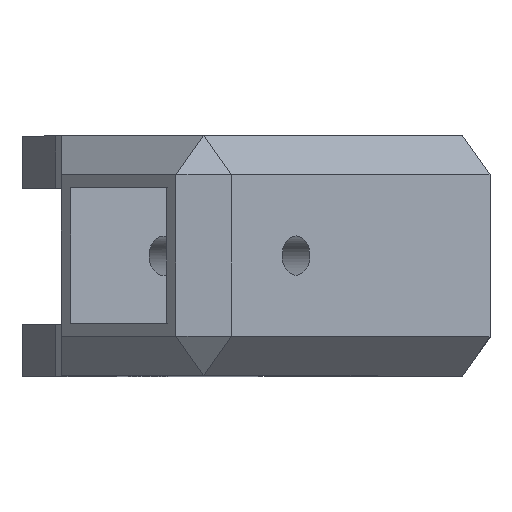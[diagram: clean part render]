
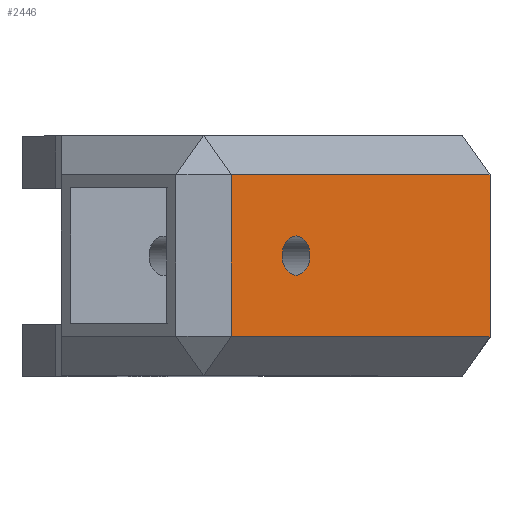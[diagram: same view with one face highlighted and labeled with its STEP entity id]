
A CAD part, top view. The second image highlights one B-rep face of the part: STEP entity #2446.
In plain terms, the highlighted planar face has unit normal (0.707, 0, 0.707).
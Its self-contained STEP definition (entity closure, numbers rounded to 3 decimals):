
#167 = PLANE('',#168);
#168 = AXIS2_PLACEMENT_3D('',#169,#170,#171);
#169 = CARTESIAN_POINT('',(326.78,7.7,-206.706));
#170 = DIRECTION('',(-0.5,-0.707,-0.5));
#171 = DIRECTION('',(0.707,0.,-0.707)
  );
#819 = VERTEX_POINT('',#820);
#820 = CARTESIAN_POINT('',(349.761,6.2,-227.565));
#846 = EDGE_CURVE('',#847,#819,#849,.T.);
#847 = VERTEX_POINT('',#848);
#848 = CARTESIAN_POINT('',(329.962,6.2,-207.766));
#849 = SURFACE_CURVE('',#850,(#854,#861),.PCURVE_S1.);
#850 = LINE('',#851,#852);
#851 = CARTESIAN_POINT('',(327.841,6.2,-205.645));
#852 = VECTOR('',#853,1.);
#853 = DIRECTION('',(0.707,0.,-0.707)
  );
#854 = PCURVE('',#167,#855);
#855 = DEFINITIONAL_REPRESENTATION('',(#856),#860);
#856 = LINE('',#857,#858);
#857 = CARTESIAN_POINT('',(0.,2.121));
#858 = VECTOR('',#859,1.);
#859 = DIRECTION('',(1.,0.));
#860 = ( GEOMETRIC_REPRESENTATION_CONTEXT(2) 
PARAMETRIC_REPRESENTATION_CONTEXT() REPRESENTATION_CONTEXT('2D SPACE',''
  ) );
#861 = PCURVE('',#862,#867);
#862 = PLANE('',#863);
#863 = AXIS2_PLACEMENT_3D('',#864,#865,#866);
#864 = CARTESIAN_POINT('',(339.861,0.,
    -217.666));
#865 = DIRECTION('',(-0.707,0.,-0.707
    ));
#866 = DIRECTION('',(-0.707,0.,0.707)
  );
#867 = DEFINITIONAL_REPRESENTATION('',(#868),#872);
#868 = LINE('',#869,#870);
#869 = CARTESIAN_POINT('',(17.,6.2));
#870 = VECTOR('',#871,1.);
#871 = DIRECTION('',(-1.,0.));
#872 = ( GEOMETRIC_REPRESENTATION_CONTEXT(2) 
PARAMETRIC_REPRESENTATION_CONTEXT() REPRESENTATION_CONTEXT('2D SPACE',''
  ) );
#1013 = PLANE('',#1014);
#1014 = AXIS2_PLACEMENT_3D('',#1015,#1016,#1017);
#1015 = CARTESIAN_POINT('',(327.841,-9.2,-207.766));
#1016 = DIRECTION('',(0.,0.,1.));
#1017 = DIRECTION('',(0.,-1.,0.));
#1264 = PLANE('',#1265);
#1265 = AXIS2_PLACEMENT_3D('',#1266,#1267,#1268);
#1266 = CARTESIAN_POINT('',(350.822,-7.7,-230.747));
#1267 = DIRECTION('',(0.5,-0.707,0.5));
#1268 = DIRECTION('',(0.707,0.,-0.707)
  );
#1703 = VERTEX_POINT('',#1704);
#1704 = CARTESIAN_POINT('',(329.962,-6.2,-207.766));
#1725 = EDGE_CURVE('',#1726,#1703,#1728,.T.);
#1726 = VERTEX_POINT('',#1727);
#1727 = CARTESIAN_POINT('',(349.761,-6.2,-227.565));
#1728 = SURFACE_CURVE('',#1729,(#1733,#1740),.PCURVE_S1.);
#1729 = LINE('',#1730,#1731);
#1730 = CARTESIAN_POINT('',(351.882,-6.2,-229.687));
#1731 = VECTOR('',#1732,1.);
#1732 = DIRECTION('',(-0.707,0.,0.707
    ));
#1733 = PCURVE('',#1264,#1734);
#1734 = DEFINITIONAL_REPRESENTATION('',(#1735),#1739);
#1735 = LINE('',#1736,#1737);
#1736 = CARTESIAN_POINT('',(-0.,2.121));
#1737 = VECTOR('',#1738,1.);
#1738 = DIRECTION('',(-1.,0.));
#1739 = ( GEOMETRIC_REPRESENTATION_CONTEXT(2) 
PARAMETRIC_REPRESENTATION_CONTEXT() REPRESENTATION_CONTEXT('2D SPACE',''
  ) );
#1740 = PCURVE('',#862,#1741);
#1741 = DEFINITIONAL_REPRESENTATION('',(#1742),#1746);
#1742 = LINE('',#1743,#1744);
#1743 = CARTESIAN_POINT('',(-17.,-6.2));
#1744 = VECTOR('',#1745,1.);
#1745 = DIRECTION('',(1.,-0.));
#1746 = ( GEOMETRIC_REPRESENTATION_CONTEXT(2) 
PARAMETRIC_REPRESENTATION_CONTEXT() REPRESENTATION_CONTEXT('2D SPACE',''
  ) );
#2408 = PLANE('',#2409);
#2409 = AXIS2_PLACEMENT_3D('',#2410,#2411,#2412);
#2410 = CARTESIAN_POINT('',(349.761,-9.2,-229.687));
#2411 = DIRECTION('',(-1.,0.,0.));
#2412 = DIRECTION('',(0.,-1.,0.));
#2446 = ADVANCED_FACE('',(#2447,#2493),#862,.F.);
#2447 = FACE_BOUND('',#2448,.F.);
#2448 = EDGE_LOOP('',(#2449,#2450,#2471,#2472));
#2449 = ORIENTED_EDGE('',*,*,#846,.T.);
#2450 = ORIENTED_EDGE('',*,*,#2451,.F.);
#2451 = EDGE_CURVE('',#1726,#819,#2452,.T.);
#2452 = SURFACE_CURVE('',#2453,(#2457,#2464),.PCURVE_S1.);
#2453 = LINE('',#2454,#2455);
#2454 = CARTESIAN_POINT('',(349.761,-9.2,-227.565));
#2455 = VECTOR('',#2456,1.);
#2456 = DIRECTION('',(0.,1.,0.));
#2457 = PCURVE('',#862,#2458);
#2458 = DEFINITIONAL_REPRESENTATION('',(#2459),#2463);
#2459 = LINE('',#2460,#2461);
#2460 = CARTESIAN_POINT('',(-14.,-9.2));
#2461 = VECTOR('',#2462,1.);
#2462 = DIRECTION('',(-0.,1.));
#2463 = ( GEOMETRIC_REPRESENTATION_CONTEXT(2) 
PARAMETRIC_REPRESENTATION_CONTEXT() REPRESENTATION_CONTEXT('2D SPACE',''
  ) );
#2464 = PCURVE('',#2408,#2465);
#2465 = DEFINITIONAL_REPRESENTATION('',(#2466),#2470);
#2466 = LINE('',#2467,#2468);
#2467 = CARTESIAN_POINT('',(-0.,2.121));
#2468 = VECTOR('',#2469,1.);
#2469 = DIRECTION('',(-1.,0.));
#2470 = ( GEOMETRIC_REPRESENTATION_CONTEXT(2) 
PARAMETRIC_REPRESENTATION_CONTEXT() REPRESENTATION_CONTEXT('2D SPACE',''
  ) );
#2471 = ORIENTED_EDGE('',*,*,#1725,.T.);
#2472 = ORIENTED_EDGE('',*,*,#2473,.T.);
#2473 = EDGE_CURVE('',#1703,#847,#2474,.T.);
#2474 = SURFACE_CURVE('',#2475,(#2479,#2486),.PCURVE_S1.);
#2475 = LINE('',#2476,#2477);
#2476 = CARTESIAN_POINT('',(329.962,-9.2,-207.766));
#2477 = VECTOR('',#2478,1.);
#2478 = DIRECTION('',(0.,1.,0.));
#2479 = PCURVE('',#862,#2480);
#2480 = DEFINITIONAL_REPRESENTATION('',(#2481),#2485);
#2481 = LINE('',#2482,#2483);
#2482 = CARTESIAN_POINT('',(14.,-9.2));
#2483 = VECTOR('',#2484,1.);
#2484 = DIRECTION('',(0.,1.));
#2485 = ( GEOMETRIC_REPRESENTATION_CONTEXT(2) 
PARAMETRIC_REPRESENTATION_CONTEXT() REPRESENTATION_CONTEXT('2D SPACE',''
  ) );
#2486 = PCURVE('',#1013,#2487);
#2487 = DEFINITIONAL_REPRESENTATION('',(#2488),#2492);
#2488 = LINE('',#2489,#2490);
#2489 = CARTESIAN_POINT('',(-0.,2.121));
#2490 = VECTOR('',#2491,1.);
#2491 = DIRECTION('',(-1.,0.));
#2492 = ( GEOMETRIC_REPRESENTATION_CONTEXT(2) 
PARAMETRIC_REPRESENTATION_CONTEXT() REPRESENTATION_CONTEXT('2D SPACE',''
  ) );
#2493 = FACE_BOUND('',#2494,.F.);
#2494 = EDGE_LOOP('',(#2495));
#2495 = ORIENTED_EDGE('',*,*,#2496,.F.);
#2496 = EDGE_CURVE('',#2497,#2497,#2499,.T.);
#2497 = VERTEX_POINT('',#2498);
#2498 = CARTESIAN_POINT('',(334.912,-1.5,-212.716));
#2499 = SURFACE_CURVE('',#2500,(#2505,#2512),.PCURVE_S1.);
#2500 = CIRCLE('',#2501,1.5);
#2501 = AXIS2_PLACEMENT_3D('',#2502,#2503,#2504);
#2502 = CARTESIAN_POINT('',(334.912,0.,
    -212.716));
#2503 = DIRECTION('',(-0.707,0.,-0.707
    ));
#2504 = DIRECTION('',(0.,-1.,0.));
#2505 = PCURVE('',#862,#2506);
#2506 = DEFINITIONAL_REPRESENTATION('',(#2507),#2511);
#2507 = CIRCLE('',#2508,1.5);
#2508 = AXIS2_PLACEMENT_2D('',#2509,#2510);
#2509 = CARTESIAN_POINT('',(7.,0.));
#2510 = DIRECTION('',(0.,-1.));
#2511 = ( GEOMETRIC_REPRESENTATION_CONTEXT(2) 
PARAMETRIC_REPRESENTATION_CONTEXT() REPRESENTATION_CONTEXT('2D SPACE',''
  ) );
#2512 = PCURVE('',#2513,#2518);
#2513 = CYLINDRICAL_SURFACE('',#2514,1.5);
#2514 = AXIS2_PLACEMENT_3D('',#2515,#2516,#2517);
#2515 = CARTESIAN_POINT('',(321.901,0.,
    -225.727));
#2516 = DIRECTION('',(-0.707,0.,-0.707
    ));
#2517 = DIRECTION('',(0.,-1.,0.));
#2518 = DEFINITIONAL_REPRESENTATION('',(#2519),#2523);
#2519 = LINE('',#2520,#2521);
#2520 = CARTESIAN_POINT('',(0.,-18.4));
#2521 = VECTOR('',#2522,1.);
#2522 = DIRECTION('',(1.,0.));
#2523 = ( GEOMETRIC_REPRESENTATION_CONTEXT(2) 
PARAMETRIC_REPRESENTATION_CONTEXT() REPRESENTATION_CONTEXT('2D SPACE',''
  ) );
